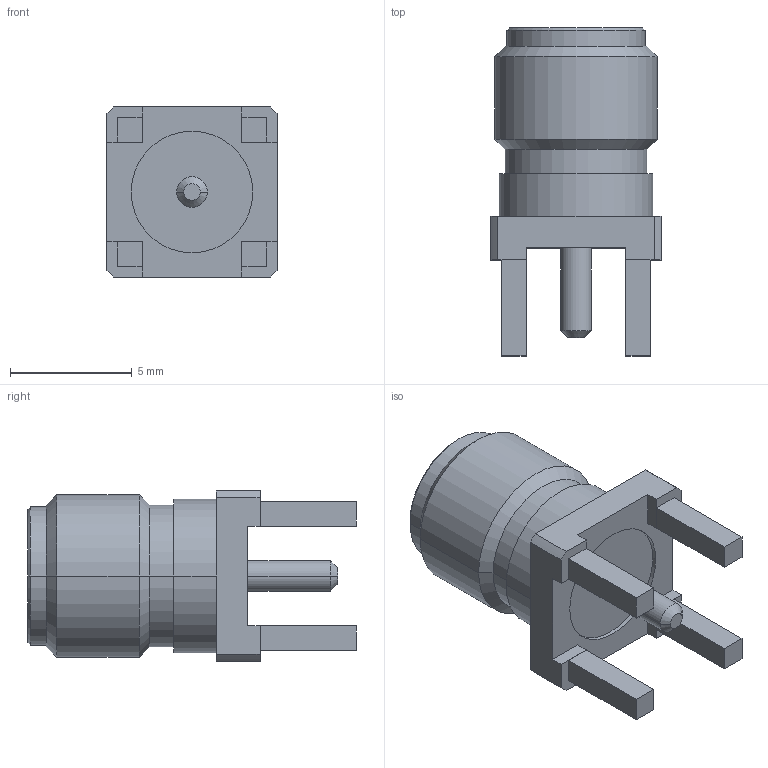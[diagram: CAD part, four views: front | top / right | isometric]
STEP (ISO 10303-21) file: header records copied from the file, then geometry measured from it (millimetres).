
FILE_DESCRIPTION(('STEP AP214'),'1');
FILE_NAME('sma-j-p-h-st-th1.stp','2023-02-24T11:17:07',('TraceParts'),('TraceParts S.A.'),'Spatial InterOp 3D',' ',' ');
FILE_SCHEMA(('AUTOMOTIVE_DESIGN { 1 0 10303 214 1 1 1 1 }'));
Length unit declared in the file: millimetre
Products named in the file (1): sma-j-p-h-st-th1
Bounding box: 7 x 13.5 x 7 mm (x, y, z)
Volume: 290.2 mm3; surface area: 431.9 mm2
Topology: 1 solids, 1 shells, 82 faces, 188 edges, 122 vertices
Faces by surface type: plane 48, cylinder 26, cone 8
Entity records: 2982 total; most frequent: DIRECTION 412, CARTESIAN_POINT 393, ORIENTED_EDGE 376, EDGE_CURVE 188, AXIS2_PLACEMENT_3D 141, LINE 130, VECTOR 130, VERTEX_POINT 122
